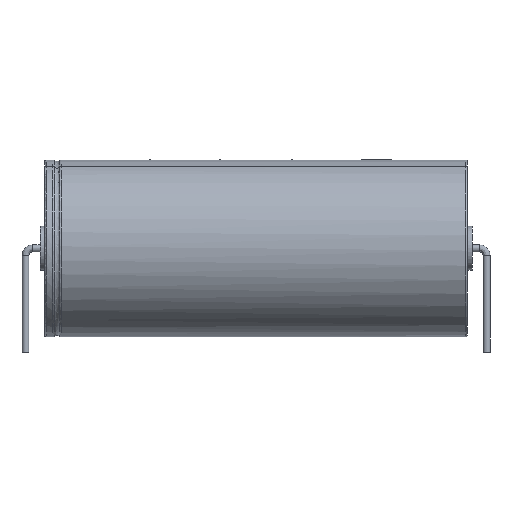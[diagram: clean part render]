
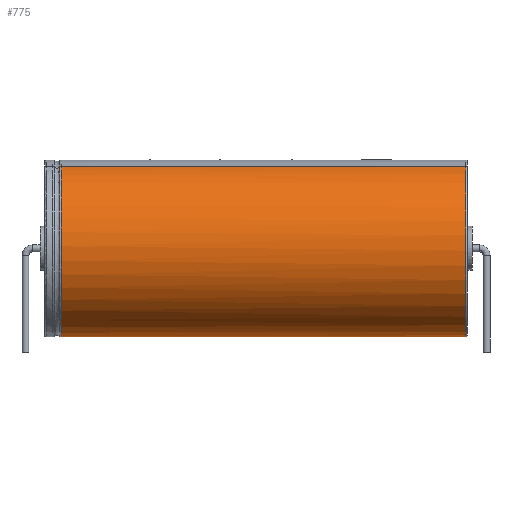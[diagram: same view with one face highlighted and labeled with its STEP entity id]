
A CAD part, front view. The second image highlights one B-rep face of the part: STEP entity #775.
In plain terms, the highlighted cylindrical face has radius 11.5 mm (diameter 23 mm), a partial arc.
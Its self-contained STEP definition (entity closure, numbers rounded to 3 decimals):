
#138=VERTEX_POINT('',#139);
#139=CARTESIAN_POINT('',(57.3,-4.401,22.125));
#145=EDGE_CURVE('',#146,#138,#148,.T.);
#146=VERTEX_POINT('',#147);
#147=CARTESIAN_POINT('',(4.635,-4.401,22.125));
#148=LINE('',#149,#150);
#149=CARTESIAN_POINT('',(4.5,-4.401,22.125));
#150=VECTOR('',#151,1.);
#151=DIRECTION('',(1.,0.,0.));
#195=DIRECTION('',(-1.,0.,0.));
#365=VERTEX_POINT('',#366);
#366=CARTESIAN_POINT('',(57.3,4.401,22.125));
#370=DIRECTION('',(0.,0.383,0.924));
#371=ORIENTED_EDGE('',*,*,#372,.F.);
#372=EDGE_CURVE('',#373,#365,#375,.T.);
#373=VERTEX_POINT('',#374);
#374=CARTESIAN_POINT('',(4.635,4.401,22.125));
#375=LINE('',#376,#150);
#376=CARTESIAN_POINT('',(4.5,4.401,22.125));
#701=ORIENTED_EDGE('',*,*,#702,.T.);
#702=EDGE_CURVE('',#373,#146,#703,.T.);
#703=B_SPLINE_CURVE_WITH_KNOTS('',12,(#704,#705,#706,#707,#708,#709,#710,#711,#712,#713,#714,#715,#716,#717,#718,#719,#720,#721,#722,#723,#724,#725,#726,#727,#728,#729,#730,#731,#732,#733,#734,#735,#736,#737,#738),.UNSPECIFIED.,.F.,.F.,(13,11,11,13),(-2.694,0.,63.225,65.918),.UNSPECIFIED.);
#704=CARTESIAN_POINT('',(4.635,1.912,23.155));
#705=CARTESIAN_POINT('',(4.635,2.121,23.069));
#706=CARTESIAN_POINT('',(4.635,2.329,22.983));
#707=CARTESIAN_POINT('',(4.635,2.538,22.896));
#708=CARTESIAN_POINT('',(4.635,2.746,22.81));
#709=CARTESIAN_POINT('',(4.635,2.954,22.724));
#710=CARTESIAN_POINT('',(4.635,3.161,22.638));
#711=CARTESIAN_POINT('',(4.635,3.368,22.552));
#712=CARTESIAN_POINT('',(4.635,3.575,22.467));
#713=CARTESIAN_POINT('',(4.635,3.782,22.381));
#714=CARTESIAN_POINT('',(4.635,3.989,22.295));
#715=CARTESIAN_POINT('',(4.635,4.195,22.21));
#716=CARTESIAN_POINT('',(4.635,9.235,20.122));
#717=CARTESIAN_POINT('',(4.635,13.149,15.689));
#718=CARTESIAN_POINT('',(4.635,14.699,9.29));
#719=CARTESIAN_POINT('',(4.635,12.682,2.428));
#720=CARTESIAN_POINT('',(4.635,7.649,-2.681));
#721=CARTESIAN_POINT('',(4.635,0.,-5.242));
#722=CARTESIAN_POINT('',(4.635,-7.649,-2.681));
#723=CARTESIAN_POINT('',(4.635,-12.682,2.428));
#724=CARTESIAN_POINT('',(4.635,-14.699,9.29));
#725=CARTESIAN_POINT('',(4.635,-13.149,15.689));
#726=CARTESIAN_POINT('',(4.635,-9.235,20.122));
#727=CARTESIAN_POINT('',(4.635,-4.195,22.21));
#728=CARTESIAN_POINT('',(4.635,-3.989,22.295));
#729=CARTESIAN_POINT('',(4.635,-3.782,22.381));
#730=CARTESIAN_POINT('',(4.635,-3.575,22.467));
#731=CARTESIAN_POINT('',(4.635,-3.368,22.552));
#732=CARTESIAN_POINT('',(4.635,-3.161,22.638));
#733=CARTESIAN_POINT('',(4.635,-2.954,22.724));
#734=CARTESIAN_POINT('',(4.635,-2.746,22.81));
#735=CARTESIAN_POINT('',(4.635,-2.538,22.896));
#736=CARTESIAN_POINT('',(4.635,-2.329,22.983));
#737=CARTESIAN_POINT('',(4.635,-2.121,23.069));
#738=CARTESIAN_POINT('',(4.635,-1.912,23.155));
#775=ADVANCED_FACE('',(#776),#784,.T.);
#776=FACE_BOUND('',#777,.F.);
#777=EDGE_LOOP('',(#371,#701,#778,#779));
#778=ORIENTED_EDGE('',*,*,#145,.T.);
#779=ORIENTED_EDGE('',*,*,#780,.F.);
#780=EDGE_CURVE('',#365,#138,#781,.T.);
#781=CIRCLE('',#782,11.5);
#782=AXIS2_PLACEMENT_3D('',#783,#195,#370);
#783=CARTESIAN_POINT('',(57.3,0.,11.5));
#784=CYLINDRICAL_SURFACE('',#785,11.5);
#785=AXIS2_PLACEMENT_3D('',#786,#151,#370);
#786=CARTESIAN_POINT('',(4.5,0.,11.5));
